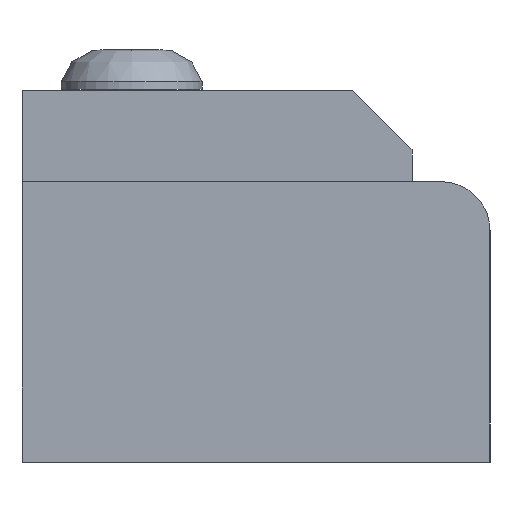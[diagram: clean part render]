
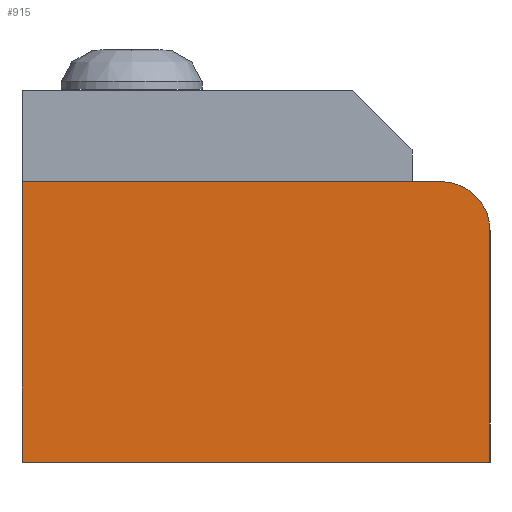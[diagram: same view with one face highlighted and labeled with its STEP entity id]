
A CAD part, left-side view. The second image highlights one B-rep face of the part: STEP entity #915.
In plain terms, the highlighted planar face has unit normal (-1, 0, 0).
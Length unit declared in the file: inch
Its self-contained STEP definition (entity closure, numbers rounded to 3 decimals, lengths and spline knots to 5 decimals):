
#724=CARTESIAN_POINT('',(-6.77126,2.23173,-0.20111));
#725=VERTEX_POINT('',#724);
#726=CARTESIAN_POINT('',(-6.77126,2.23173,0.51789));
#727=VERTEX_POINT('',#726);
#728=CARTESIAN_POINT('',(-6.77126,2.23173,-0.20111));
#729=DIRECTION('',(0.0,0.0,1.0));
#730=VECTOR('',#729,0.719);
#731=LINE('',#728,#730);
#732=EDGE_CURVE('',#725,#727,#731,.T.);
#767=CARTESIAN_POINT('',(-6.77126,1.15673,0.51789));
#768=VERTEX_POINT('',#767);
#769=CARTESIAN_POINT('',(-6.77126,2.23173,0.51789));
#770=DIRECTION('',(0.0,-1.0,0.0));
#771=VECTOR('',#770,1.075);
#772=LINE('',#769,#771);
#773=EDGE_CURVE('',#727,#768,#772,.T.);
#810=CARTESIAN_POINT('',(-6.77126,1.03173,0.39289));
#811=VERTEX_POINT('',#810);
#812=CARTESIAN_POINT('',(-6.77126,1.15673,0.39289));
#813=DIRECTION('',(1.0,0.0,0.0));
#814=DIRECTION('',(0.0,-0.707,0.707));
#815=AXIS2_PLACEMENT_3D('',#812,#813,#814);
#816=CIRCLE('',#815,0.125);
#817=EDGE_CURVE('',#768,#811,#816,.T.);
#843=CARTESIAN_POINT('',(-6.77126,1.03173,-0.20111));
#844=VERTEX_POINT('',#843);
#845=CARTESIAN_POINT('',(-6.77126,1.03173,0.39289));
#846=DIRECTION('',(0.0,0.0,-1.0));
#847=VECTOR('',#846,0.594);
#848=LINE('',#845,#847);
#849=EDGE_CURVE('',#811,#844,#848,.T.);
#874=CARTESIAN_POINT('',(-6.77126,1.03173,-0.20111));
#875=DIRECTION('',(0.0,1.0,0.0));
#876=VECTOR('',#875,1.2);
#877=LINE('',#874,#876);
#878=EDGE_CURVE('',#844,#725,#877,.T.);
#903=CARTESIAN_POINT('',(-6.77126,1.64062,0.15291));
#904=DIRECTION('',(-1.0,0.0,0.0));
#905=DIRECTION('',(0.0,0.0,1.0));
#906=AXIS2_PLACEMENT_3D('',#903,#904,#905);
#907=PLANE('',#906);
#908=ORIENTED_EDGE('',*,*,#732,.F.);
#909=ORIENTED_EDGE('',*,*,#878,.F.);
#910=ORIENTED_EDGE('',*,*,#849,.F.);
#911=ORIENTED_EDGE('',*,*,#817,.F.);
#912=ORIENTED_EDGE('',*,*,#773,.F.);
#913=EDGE_LOOP('',(#908,#909,#910,#911,#912));
#914=FACE_OUTER_BOUND('',#913,.T.);
#915=ADVANCED_FACE('',(#914),#907,.T.);
